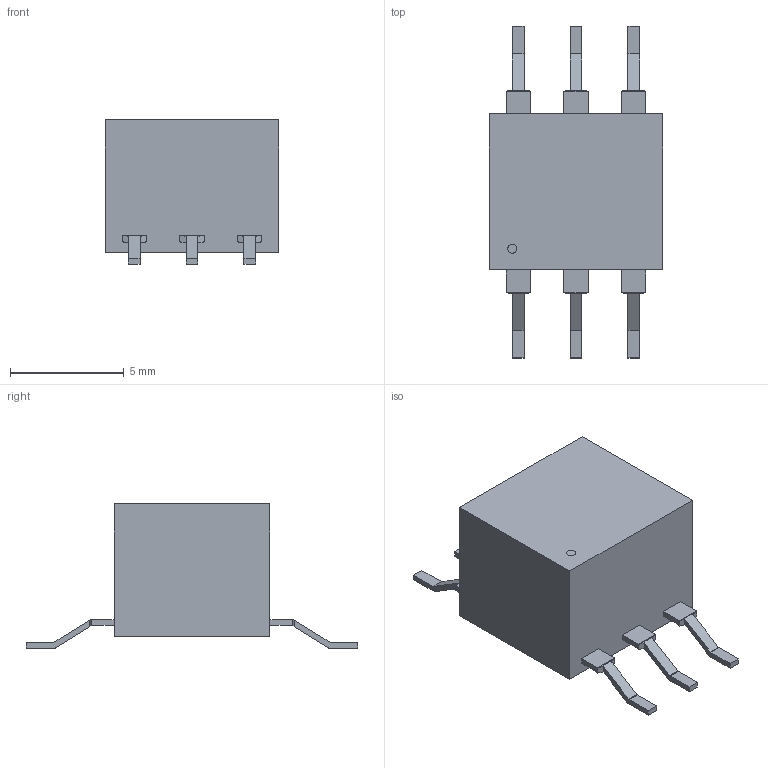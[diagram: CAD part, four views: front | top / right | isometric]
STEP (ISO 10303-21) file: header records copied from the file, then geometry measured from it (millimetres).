
FILE_DESCRIPTION(('FreeCAD Model'),'2;1');
FILE_NAME('T1-1I-KK81_plus.step','2019-08-24T16:53:26',('Almisuifre'),( ''),'Open CASCADE STEP processor 6.8','FreeCAD','Unknown');
FILE_SCHEMA(('AUTOMOTIVE_DESIGN_CC2 { 1 2 10303 214 -1 1 5 4 }'));
Length unit declared in the file: millimetre
Products named in the file (4): ASSEMBLY; Pad003; Pocket002; Fusion
Assembly tree (3 placements, depth 2):
  ASSEMBLY
    Pad003
    Pocket002
    Fusion
Bounding box: 7.62 x 14.61 x 6.35 mm (x, y, z)
Volume: 309.3 mm3; surface area: 322.2 mm2
Topology: 8 solids, 8 shells, 119 faces, 294 edges, 192 vertices
Faces by surface type: plane 93, cylinder 26
Full cylindrical faces by diameter (mm): 0.4 x2
Entity records: 7347 total; most frequent: CARTESIAN_POINT 1479, DIRECTION 997, LINE 598, VECTOR 598, ORIENTED_EDGE 588, PCURVE 588, DEFINITIONAL_REPRESENTATION 588, EDGE_CURVE 294
